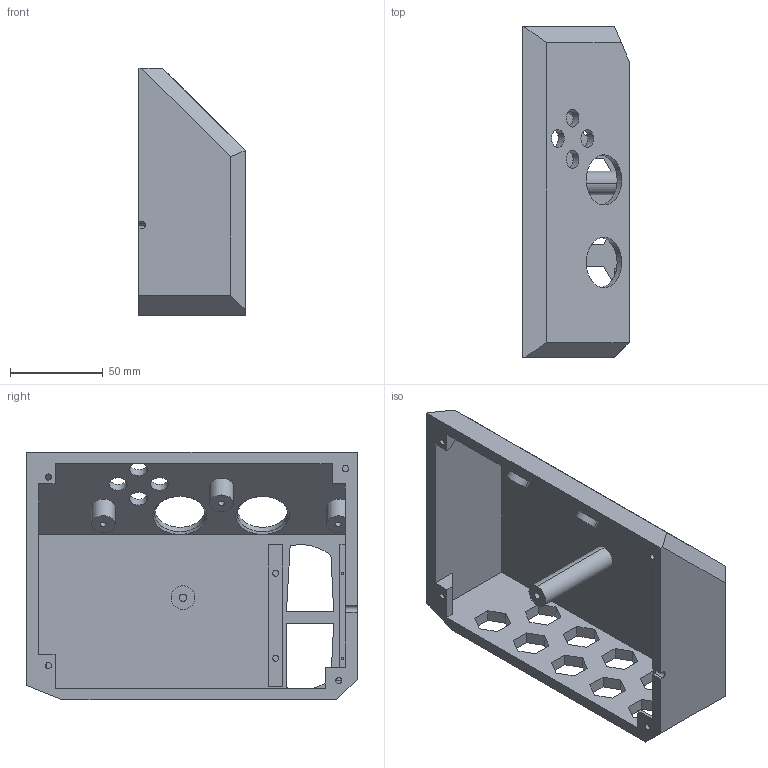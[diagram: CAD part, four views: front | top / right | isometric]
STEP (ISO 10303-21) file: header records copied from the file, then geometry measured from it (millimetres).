
FILE_DESCRIPTION((''),'2;1');
FILE_NAME('GAMEPAD','2015-09-07T',('Scott'),(''),'CREO PARAMETRIC BY PTC INC, 2014350','CREO PARAMETRIC BY PTC INC, 2014350','');
FILE_SCHEMA(('CONFIG_CONTROL_DESIGN'));
Length unit declared in the file: millimetre
Products named in the file (1): GAMEPAD
Bounding box: 57.15 x 177.8 x 133.35 mm (x, y, z)
Volume: 249015.7 mm3; surface area: 98363.3 mm2
Topology: 1 solids, 1 shells, 175 faces, 479 edges, 317 vertices
Faces by surface type: plane 125, cylinder 46, cone 4
Entity records: 5659 total; most frequent: CARTESIAN_POINT 1015, ORIENTED_EDGE 958, DIRECTION 917, EDGE_CURVE 479, VECTOR 375, LINE 375, VERTEX_POINT 317, AXIS2_PLACEMENT_3D 271
